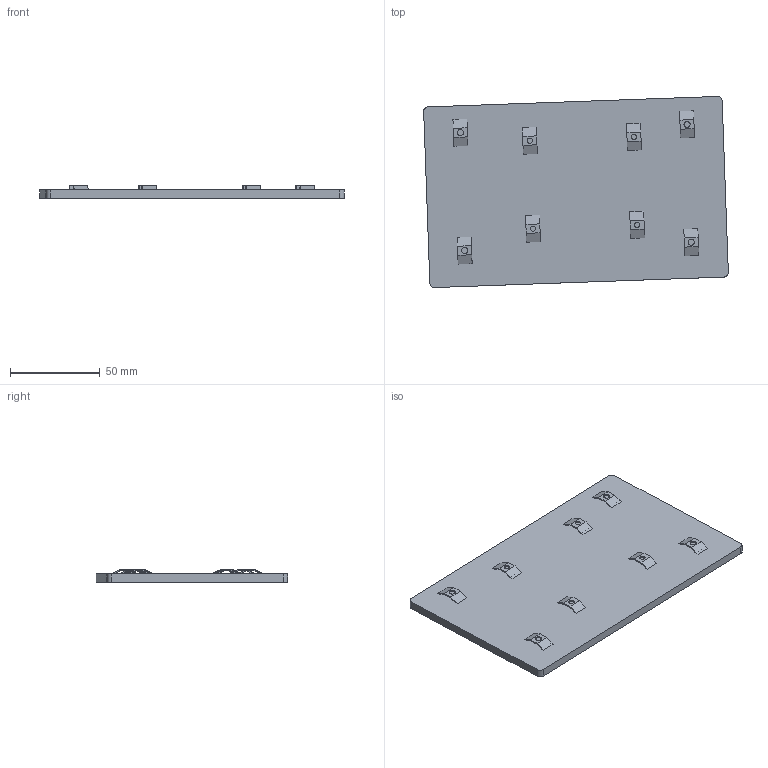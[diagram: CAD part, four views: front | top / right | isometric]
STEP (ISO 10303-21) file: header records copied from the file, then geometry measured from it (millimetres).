
FILE_DESCRIPTION (( 'STEP AP203' ), '1' );
FILE_NAME ('03_metalEnclosure.STEP', '2017-05-15T01:19:49', ( '' ), ( '' ), 'SwSTEP 2.0', 'SolidWorks 2016', '' );
FILE_SCHEMA (( 'CONFIG_CONTROL_DESIGN' ));
Length unit declared in the file: inch
Products named in the file (1): 03_metalEnclosure
Bounding box: 169.55 x 106.36 x 6.86 mm (x, y, z)
Volume: 77147.3 mm3; surface area: 37678.7 mm2
Topology: 5 solids, 5 shells, 99 faces, 267 edges, 178 vertices
Faces by surface type: plane 78, cylinder 21
Entity records: 3202 total; most frequent: CARTESIAN_POINT 545, ORIENTED_EDGE 534, DIRECTION 509, EDGE_CURVE 267, VECTOR 225, LINE 225, VERTEX_POINT 178, AXIS2_PLACEMENT_3D 142
